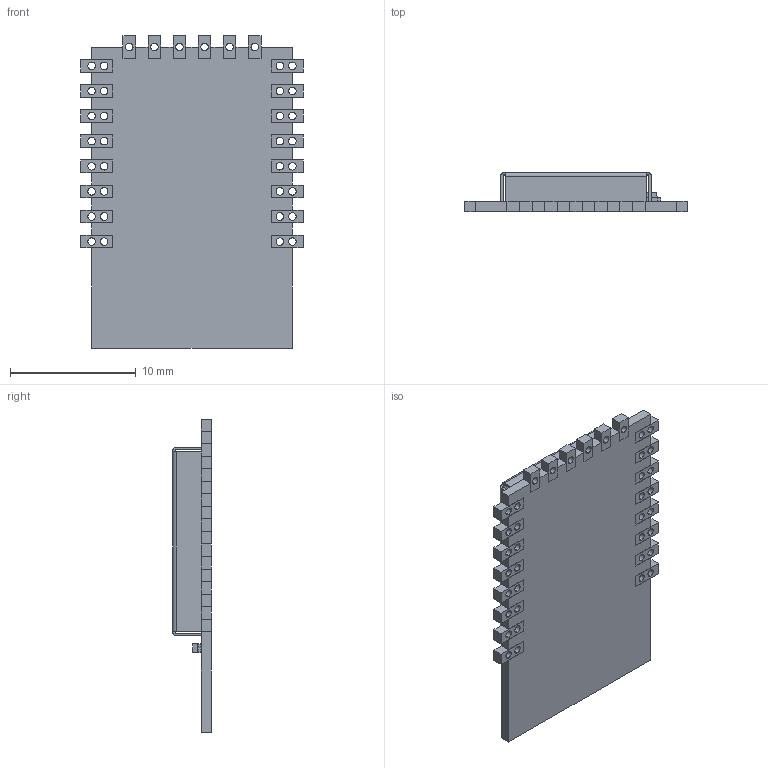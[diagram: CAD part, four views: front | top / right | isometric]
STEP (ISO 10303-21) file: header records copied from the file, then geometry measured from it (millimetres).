
FILE_DESCRIPTION (( 'STEP AP214' ), '1' );
FILE_NAME ('ESP-12F.STEP', '2023-01-18T01:24:09', ( '' ), ( '' ), 'SwSTEP 2.0', 'SolidWorks 2021', '' );
FILE_SCHEMA (( 'AUTOMOTIVE_DESIGN' ));
Length unit declared in the file: millimetre
Products named in the file (1): ESP-12F
Bounding box: 17.7 x 3.1 x 24.9 mm (x, y, z)
Volume: 370.9 mm3; surface area: 1716.3 mm2
Topology: 29 solids, 29 shells, 491 faces, 1296 edges, 864 vertices
Faces by surface type: plane 405, cylinder 86
Entity records: 15460 total; most frequent: CARTESIAN_POINT 2652, ORIENTED_EDGE 2592, DIRECTION 2452, EDGE_CURVE 1296, VECTOR 1124, LINE 1124, VERTEX_POINT 864, AXIS2_PLACEMENT_3D 664
